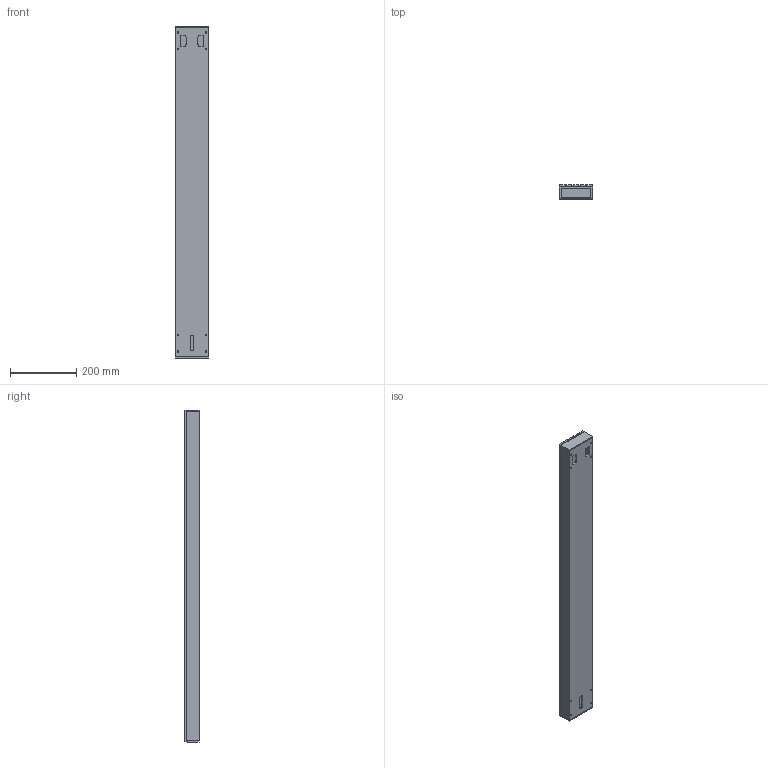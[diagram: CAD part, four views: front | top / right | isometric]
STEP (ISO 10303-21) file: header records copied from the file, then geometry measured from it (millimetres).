
FILE_DESCRIPTION (( 'STEP AP214' ), '1' );
FILE_NAME ('S22100H1000.STEP', '2019-08-27T21:00:05', ( '' ), ( '' ), 'SwSTEP 2.0', 'SolidWorks 2019', '' );
FILE_SCHEMA (( 'AUTOMOTIVE_DESIGN' ));
Length unit declared in the file: inch
Products named in the file (1): S22100H1000
Bounding box: 99.87 x 42.85 x 999.81 mm (x, y, z)
Volume: 1779995.7 mm3; surface area: 749773.4 mm2
Topology: 7 solids, 7 shells, 250 faces, 708 edges, 472 vertices
Faces by surface type: plane 126, cylinder 124
Entity records: 11776 total; most frequent: DIRECTION 1458, CARTESIAN_POINT 1431, ORIENTED_EDGE 1416, EDGE_CURVE 708, AXIS2_PLACEMENT_3D 499, VERTEX_POINT 472, LINE 460, VECTOR 460
